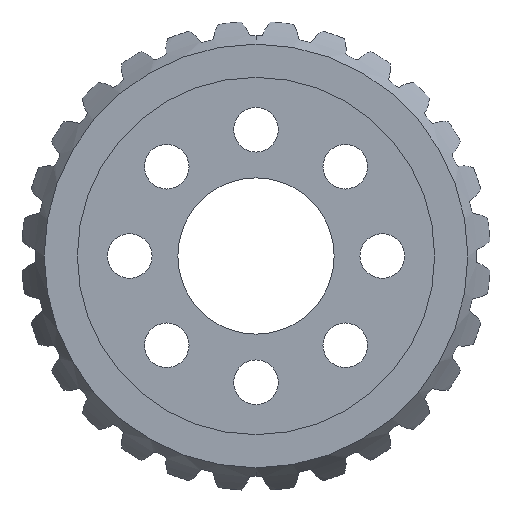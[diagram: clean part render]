
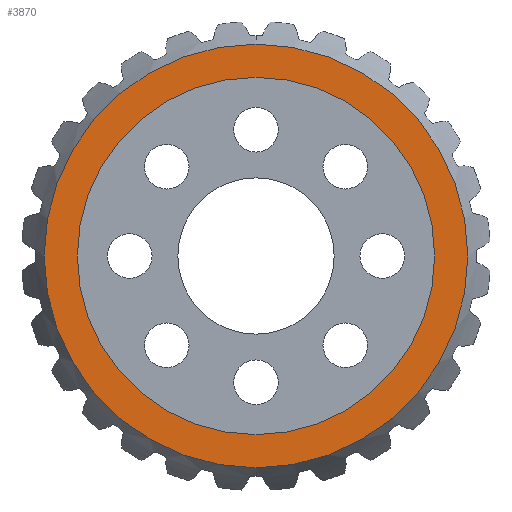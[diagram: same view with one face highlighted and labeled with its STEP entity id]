
A CAD part, left-side view. The second image highlights one B-rep face of the part: STEP entity #3870.
In plain terms, the highlighted planar face has unit normal (-1, 0, 0).
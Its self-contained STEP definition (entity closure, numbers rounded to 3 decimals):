
#392 = DIRECTION ( 'NONE',  ( -1., 0., 0. ) ) ;
#627 = CARTESIAN_POINT ( 'NONE',  ( -0.611, 0., 0. ) ) ;
#998 = ORIENTED_EDGE ( 'NONE', *, *, #9900, .F. ) ;
#1004 = AXIS2_PLACEMENT_3D ( 'NONE', #5159, #392, #6752 ) ;
#1458 = CIRCLE ( 'NONE', #1004, 16. ) ;
#2024 = DIRECTION ( 'NONE',  ( 1., 0., 0. ) ) ;
#2187 = CIRCLE ( 'NONE', #4435, 16. ) ;
#2349 = CARTESIAN_POINT ( 'NONE',  ( -0.611, 0., 0. ) ) ;
#2421 = VERTEX_POINT ( 'NONE', #2880 ) ;
#2513 = EDGE_LOOP ( 'NONE', ( #3518, #998 ) ) ;
#2535 = VERTEX_POINT ( 'NONE', #4633 ) ;
#2649 = CARTESIAN_POINT ( 'NONE',  ( -0.611, 0., -18.971 ) ) ;
#2880 = CARTESIAN_POINT ( 'NONE',  ( -0.611, 0., -16. ) ) ;
#3309 = VERTEX_POINT ( 'NONE', #2649 ) ;
#3518 = ORIENTED_EDGE ( 'NONE', *, *, #9163, .F. ) ;
#3568 = EDGE_LOOP ( 'NONE', ( #9939, #3783 ) ) ;
#3783 = ORIENTED_EDGE ( 'NONE', *, *, #6430, .F. ) ;
#3823 = DIRECTION ( 'NONE',  ( -1., 0., 0. ) ) ;
#3870 = ADVANCED_FACE ( 'NONE', ( #4774, #4516 ), #9953, .T. ) ;
#3887 = CARTESIAN_POINT ( 'NONE',  ( -0.611, 0., 18.971 ) ) ;
#3952 = DIRECTION ( 'NONE',  ( 0., 0., 1. ) ) ;
#4435 = AXIS2_PLACEMENT_3D ( 'NONE', #9891, #5783, #6580 ) ;
#4516 = FACE_OUTER_BOUND ( 'NONE', #2513, .T. ) ;
#4633 = CARTESIAN_POINT ( 'NONE',  ( -0.611, 0., 16. ) ) ;
#4704 = AXIS2_PLACEMENT_3D ( 'NONE', #2349, #3823, #3952 ) ;
#4774 = FACE_BOUND ( 'NONE', #3568, .T. ) ;
#4800 = EDGE_CURVE ( 'NONE', #2535, #2421, #2187, .T. ) ;
#5055 = AXIS2_PLACEMENT_3D ( 'NONE', #627, #9397, #8063 ) ;
#5159 = CARTESIAN_POINT ( 'NONE',  ( -0.611, 0., 0. ) ) ;
#5296 = CIRCLE ( 'NONE', #5055, 18.971 ) ;
#5783 = DIRECTION ( 'NONE',  ( -1., 0., 0. ) ) ;
#6430 = EDGE_CURVE ( 'NONE', #2421, #2535, #1458, .T. ) ;
#6580 = DIRECTION ( 'NONE',  ( 0., 0., 1. ) ) ;
#6752 = DIRECTION ( 'NONE',  ( 0., 0., 1. ) ) ;
#6768 = DIRECTION ( 'NONE',  ( 0., 0., -1. ) ) ;
#8063 = DIRECTION ( 'NONE',  ( 0., 0., -1. ) ) ;
#8582 = VERTEX_POINT ( 'NONE', #3887 ) ;
#9141 = CARTESIAN_POINT ( 'NONE',  ( -0.611, 0., 0. ) ) ;
#9163 = EDGE_CURVE ( 'NONE', #3309, #8582, #5296, .T. ) ;
#9397 = DIRECTION ( 'NONE',  ( 1., 0., 0. ) ) ;
#9771 = CIRCLE ( 'NONE', #10382, 18.971 ) ;
#9891 = CARTESIAN_POINT ( 'NONE',  ( -0.611, 0., 0. ) ) ;
#9900 = EDGE_CURVE ( 'NONE', #8582, #3309, #9771, .T. ) ;
#9939 = ORIENTED_EDGE ( 'NONE', *, *, #4800, .F. ) ;
#9953 = PLANE ( 'NONE',  #4704 ) ;
#10382 = AXIS2_PLACEMENT_3D ( 'NONE', #9141, #2024, #6768 ) ;
